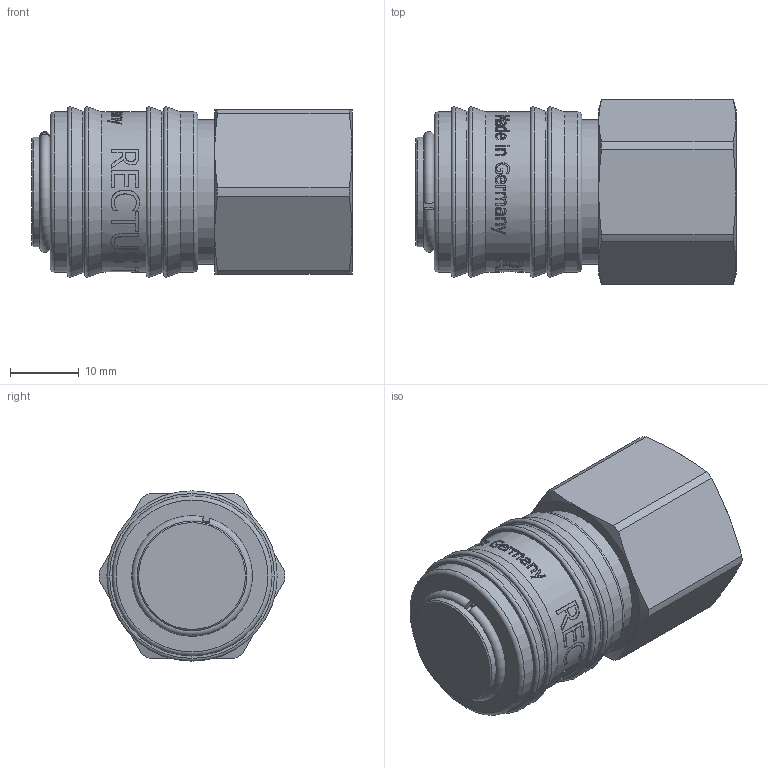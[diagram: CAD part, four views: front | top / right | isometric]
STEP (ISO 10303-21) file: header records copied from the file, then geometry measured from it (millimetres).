
FILE_DESCRIPTION(/* description */ (''),/* implementation_level */ '2;1');
FILE_NAME(/* name */ '14kaiw21mpn.stp',/* time_stamp */ '2021-06-14T14:32:22+02:00',/* author */ ('IA176480'),/* organization */ (''),/* preprocessor_version */ 'ST-DEVELOPER v17.2',/* originating_system */ 'Autodesk Inventor 2019',/* authorisation */ '');
FILE_SCHEMA (('CONFIG_CONTROL_DESIGN'));
Products named in the file (1): 14KAIW21MPN
Bounding box: 46.6 x 27.05 x 24.8 mm (x, y, z)
Volume: 16924.6 mm3; surface area: 8285.2 mm2
Topology: 1 solids, 1 shells, 477 faces, 1300 edges, 872 vertices
Faces by surface type: plane 200, bspline 196, cylinder 52, cone 20, torus 9
Full cylindrical faces by diameter (mm): 14.95 x1, 15.95 x2, 16.1 x1, 18.631 x1, 20.041 x1, 21 x1, 21.1 x1, 23.299 x2, 23.3 x1
Entity records: 65942 total; most frequent: CARTESIAN_POINT 54864, ORIENTED_EDGE 2600, DIRECTION 1485, EDGE_CURVE 1300, VERTEX_POINT 872, B_SPLINE_CURVE_WITH_KNOTS 562, EDGE_LOOP 524, LINE 507
